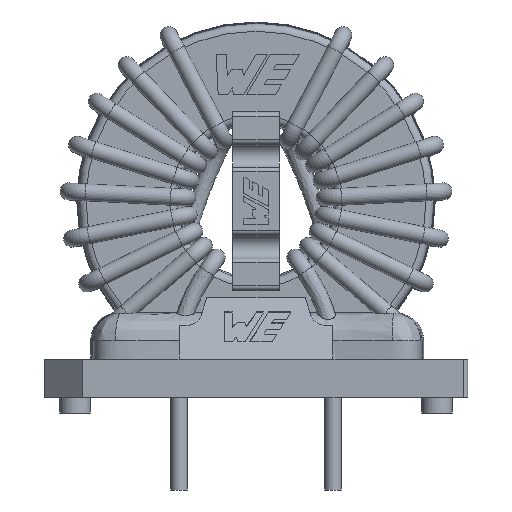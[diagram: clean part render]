
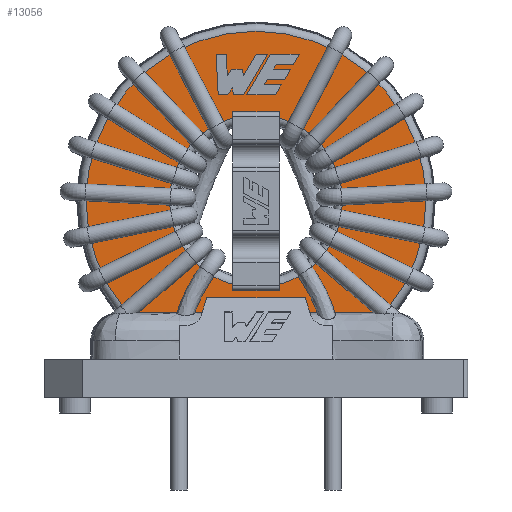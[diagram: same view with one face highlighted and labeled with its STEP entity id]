
A CAD part, front view. The second image highlights one B-rep face of the part: STEP entity #13056.
In plain terms, the highlighted planar face has unit normal (0, -1, 0).
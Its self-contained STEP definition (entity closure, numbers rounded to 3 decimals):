
#535=CIRCLE('',#14942,5.613);
#541=CIRCLE('',#14955,11.037);
#1853=ORIENTED_EDGE('',*,*,#4972,.F.);
#1854=ORIENTED_EDGE('',*,*,#4970,.F.);
#1855=ORIENTED_EDGE('',*,*,#4968,.F.);
#1856=ORIENTED_EDGE('',*,*,#4973,.F.);
#1857=ORIENTED_EDGE('',*,*,#5007,.F.);
#1858=ORIENTED_EDGE('',*,*,#5004,.F.);
#1859=ORIENTED_EDGE('',*,*,#5001,.F.);
#1860=ORIENTED_EDGE('',*,*,#4998,.F.);
#1861=ORIENTED_EDGE('',*,*,#4995,.F.);
#1862=ORIENTED_EDGE('',*,*,#4992,.F.);
#1863=ORIENTED_EDGE('',*,*,#4989,.F.);
#1864=ORIENTED_EDGE('',*,*,#4986,.F.);
#1865=ORIENTED_EDGE('',*,*,#4983,.F.);
#1866=ORIENTED_EDGE('',*,*,#4980,.F.);
#1867=ORIENTED_EDGE('',*,*,#4977,.F.);
#1868=ORIENTED_EDGE('',*,*,#5009,.F.);
#1869=ORIENTED_EDGE('',*,*,#5047,.F.);
#1870=ORIENTED_EDGE('',*,*,#5045,.F.);
#1871=ORIENTED_EDGE('',*,*,#5043,.F.);
#1872=ORIENTED_EDGE('',*,*,#5041,.F.);
#1873=ORIENTED_EDGE('',*,*,#5039,.F.);
#1874=ORIENTED_EDGE('',*,*,#5037,.F.);
#1875=ORIENTED_EDGE('',*,*,#5035,.F.);
#1876=ORIENTED_EDGE('',*,*,#5033,.F.);
#1877=ORIENTED_EDGE('',*,*,#5031,.F.);
#1878=ORIENTED_EDGE('',*,*,#5029,.F.);
#1879=ORIENTED_EDGE('',*,*,#5027,.F.);
#1880=ORIENTED_EDGE('',*,*,#5025,.F.);
#1881=ORIENTED_EDGE('',*,*,#5048,.F.);
#1882=ORIENTED_EDGE('',*,*,#5061,.T.);
#1883=ORIENTED_EDGE('',*,*,#5067,.T.);
#4968=EDGE_CURVE('',#6670,#6669,#8081,.T.);
#4970=EDGE_CURVE('',#6669,#6671,#8083,.T.);
#4972=EDGE_CURVE('',#6671,#6672,#8085,.T.);
#4973=EDGE_CURVE('',#6672,#6670,#8086,.T.);
#4977=EDGE_CURVE('',#6676,#6673,#8090,.T.);
#4980=EDGE_CURVE('',#6673,#6677,#8093,.T.);
#4983=EDGE_CURVE('',#6677,#6679,#8096,.T.);
#4986=EDGE_CURVE('',#6679,#6681,#8099,.T.);
#4989=EDGE_CURVE('',#6681,#6683,#8102,.T.);
#4992=EDGE_CURVE('',#6683,#6685,#8105,.T.);
#4995=EDGE_CURVE('',#6685,#6687,#8108,.T.);
#4998=EDGE_CURVE('',#6687,#6689,#8111,.T.);
#5001=EDGE_CURVE('',#6689,#6691,#8114,.T.);
#5004=EDGE_CURVE('',#6691,#6693,#8117,.T.);
#5007=EDGE_CURVE('',#6693,#6695,#8120,.T.);
#5009=EDGE_CURVE('',#6695,#6676,#8122,.T.);
#5025=EDGE_CURVE('',#6711,#6710,#8138,.T.);
#5027=EDGE_CURVE('',#6710,#6712,#8140,.T.);
#5029=EDGE_CURVE('',#6712,#6713,#8142,.T.);
#5031=EDGE_CURVE('',#6713,#6714,#8144,.T.);
#5033=EDGE_CURVE('',#6714,#6715,#8146,.T.);
#5035=EDGE_CURVE('',#6715,#6716,#8148,.T.);
#5037=EDGE_CURVE('',#6716,#6717,#8150,.T.);
#5039=EDGE_CURVE('',#6717,#6718,#8152,.T.);
#5041=EDGE_CURVE('',#6718,#6719,#8154,.T.);
#5043=EDGE_CURVE('',#6719,#6720,#8156,.T.);
#5045=EDGE_CURVE('',#6720,#6721,#8158,.T.);
#5047=EDGE_CURVE('',#6721,#6722,#8160,.T.);
#5048=EDGE_CURVE('',#6722,#6711,#8161,.T.);
#5061=EDGE_CURVE('',#6735,#6735,#535,.T.);
#5067=EDGE_CURVE('',#6741,#6741,#541,.T.);
#6669=VERTEX_POINT('',#20291);
#6670=VERTEX_POINT('',#20293);
#6671=VERTEX_POINT('',#20297);
#6672=VERTEX_POINT('',#20301);
#6673=VERTEX_POINT('',#20307);
#6676=VERTEX_POINT('',#20312);
#6677=VERTEX_POINT('',#20316);
#6679=VERTEX_POINT('',#20322);
#6681=VERTEX_POINT('',#20328);
#6683=VERTEX_POINT('',#20334);
#6685=VERTEX_POINT('',#20340);
#6687=VERTEX_POINT('',#20346);
#6689=VERTEX_POINT('',#20352);
#6691=VERTEX_POINT('',#20358);
#6693=VERTEX_POINT('',#20364);
#6695=VERTEX_POINT('',#20370);
#6710=VERTEX_POINT('',#20407);
#6711=VERTEX_POINT('',#20409);
#6712=VERTEX_POINT('',#20413);
#6713=VERTEX_POINT('',#20417);
#6714=VERTEX_POINT('',#20421);
#6715=VERTEX_POINT('',#20425);
#6716=VERTEX_POINT('',#20429);
#6717=VERTEX_POINT('',#20433);
#6718=VERTEX_POINT('',#20437);
#6719=VERTEX_POINT('',#20441);
#6720=VERTEX_POINT('',#20445);
#6721=VERTEX_POINT('',#20449);
#6722=VERTEX_POINT('',#20453);
#6735=VERTEX_POINT('',#20493);
#6741=VERTEX_POINT('',#20512);
#8081=LINE('',#20294,#9318);
#8083=LINE('',#20298,#9320);
#8085=LINE('',#20302,#9322);
#8086=LINE('',#20304,#9323);
#8090=LINE('',#20313,#9327);
#8093=LINE('',#20319,#9330);
#8096=LINE('',#20325,#9333);
#8099=LINE('',#20331,#9336);
#8102=LINE('',#20337,#9339);
#8105=LINE('',#20343,#9342);
#8108=LINE('',#20349,#9345);
#8111=LINE('',#20355,#9348);
#8114=LINE('',#20361,#9351);
#8117=LINE('',#20367,#9354);
#8120=LINE('',#20373,#9357);
#8122=LINE('',#20376,#9359);
#8138=LINE('',#20410,#9375);
#8140=LINE('',#20414,#9377);
#8142=LINE('',#20418,#9379);
#8144=LINE('',#20422,#9381);
#8146=LINE('',#20426,#9383);
#8148=LINE('',#20430,#9385);
#8150=LINE('',#20434,#9387);
#8152=LINE('',#20438,#9389);
#8154=LINE('',#20442,#9391);
#8156=LINE('',#20446,#9393);
#8158=LINE('',#20450,#9395);
#8160=LINE('',#20454,#9397);
#8161=LINE('',#20456,#9398);
#9318=VECTOR('',#16559,1000.);
#9320=VECTOR('',#16563,1000.);
#9322=VECTOR('',#16567,1000.);
#9323=VECTOR('',#16570,1000.);
#9327=VECTOR('',#16576,1000.);
#9330=VECTOR('',#16581,1000.);
#9333=VECTOR('',#16586,1000.);
#9336=VECTOR('',#16591,1000.);
#9339=VECTOR('',#16596,1000.);
#9342=VECTOR('',#16601,1000.);
#9345=VECTOR('',#16606,1000.);
#9348=VECTOR('',#16611,1000.);
#9351=VECTOR('',#16616,1000.);
#9354=VECTOR('',#16621,1000.);
#9357=VECTOR('',#16626,1000.);
#9359=VECTOR('',#16630,1000.);
#9375=VECTOR('',#16652,1000.);
#9377=VECTOR('',#16656,1000.);
#9379=VECTOR('',#16660,1000.);
#9381=VECTOR('',#16664,1000.);
#9383=VECTOR('',#16668,1000.);
#9385=VECTOR('',#16672,1000.);
#9387=VECTOR('',#16676,1000.);
#9389=VECTOR('',#16680,1000.);
#9391=VECTOR('',#16684,1000.);
#9393=VECTOR('',#16688,1000.);
#9395=VECTOR('',#16692,1000.);
#9397=VECTOR('',#16696,1000.);
#9398=VECTOR('',#16699,1000.);
#10395=EDGE_LOOP('',(#1853,#1854,#1855,#1856));
#10396=EDGE_LOOP('',(#1857,#1858,#1859,#1860,#1861,#1862,#1863,#1864,#1865,
#1866,#1867,#1868));
#10397=EDGE_LOOP('',(#1869,#1870,#1871,#1872,#1873,#1874,#1875,#1876,#1877,
#1878,#1879,#1880,#1881));
#10398=EDGE_LOOP('',(#1882));
#10399=EDGE_LOOP('',(#1883));
#11490=FACE_BOUND('',#10395,.T.);
#11491=FACE_BOUND('',#10396,.T.);
#11492=FACE_BOUND('',#10397,.T.);
#11493=FACE_BOUND('',#10398,.T.);
#11494=FACE_BOUND('',#10399,.T.);
#12549=PLANE('',#14956);
#13056=ADVANCED_FACE('',(#11490,#11491,#11492,#11493,#11494),#12549,.F.);
#14942=AXIS2_PLACEMENT_3D('',#20492,#16746,#16747);
#14955=AXIS2_PLACEMENT_3D('',#20511,#16772,#16773);
#14956=AXIS2_PLACEMENT_3D('',#20513,#16774,#16775);
#16559=DIRECTION('',(-1.,0.,0.));
#16563=DIRECTION('',(0.,0.,-1.));
#16567=DIRECTION('',(1.,0.,0.));
#16570=DIRECTION('',(0.,0.,1.));
#16576=DIRECTION('',(-1.,0.,0.));
#16581=DIRECTION('',(0.507,0.,0.862));
#16586=DIRECTION('',(1.,0.,0.));
#16591=DIRECTION('',(0.505,0.,0.863));
#16596=DIRECTION('',(-1.,0.,0.));
#16601=DIRECTION('',(0.52,0.,0.854));
#16606=DIRECTION('',(1.,0.,0.));
#16611=DIRECTION('',(0.507,0.,0.862));
#16616=DIRECTION('',(-1.,0.,0.));
#16621=DIRECTION('',(-0.504,0.,-0.864));
#16626=DIRECTION('',(1.,0.,0.));
#16630=DIRECTION('',(0.509,0.,0.861));
#16652=DIRECTION('',(-1.,0.,0.));
#16656=DIRECTION('',(-0.512,0.,-0.859));
#16660=DIRECTION('',(-0.171,0.,0.985));
#16664=DIRECTION('',(-1.,0.,0.));
#16668=DIRECTION('',(-0.583,0.,-0.812));
#16672=DIRECTION('',(-0.047,0.,0.999));
#16676=DIRECTION('',(-1.,0.,0.));
#16680=DIRECTION('',(0.052,0.,-0.999));
#16684=DIRECTION('',(1.,0.,0.));
#16688=DIRECTION('',(0.551,0.,0.834));
#16692=DIRECTION('',(0.141,0.,-0.99));
#16696=DIRECTION('',(1.,0.,0.));
#16699=DIRECTION('',(0.506,0.,0.863));
#16746=DIRECTION('',(0.,1.,0.));
#16747=DIRECTION('',(1.,0.,0.));
#16772=DIRECTION('',(0.,-1.,0.));
#16773=DIRECTION('',(-1.,0.,0.));
#16774=DIRECTION('',(0.,1.,0.));
#16775=DIRECTION('',(1.,0.,0.));
#20291=CARTESIAN_POINT('',(-2.,-4.2,-7.325));
#20293=CARTESIAN_POINT('',(2.,-4.2,-7.325));
#20294=CARTESIAN_POINT('',(2.,-4.2,-7.325));
#20297=CARTESIAN_POINT('',(-2.,-4.2,-9.325));
#20298=CARTESIAN_POINT('',(-2.,-4.2,-7.325));
#20301=CARTESIAN_POINT('',(2.,-4.2,-9.325));
#20302=CARTESIAN_POINT('',(-2.,-4.2,-9.325));
#20304=CARTESIAN_POINT('',(2.,-4.2,-9.325));
#20307=CARTESIAN_POINT('',(0.527,-4.2,7.557));
#20312=CARTESIAN_POINT('',(1.64,-4.2,7.557));
#20313=CARTESIAN_POINT('',(1.64,-4.2,7.557));
#20316=CARTESIAN_POINT('',(0.748,-4.2,7.931));
#20319=CARTESIAN_POINT('',(0.527,-4.2,7.557));
#20322=CARTESIAN_POINT('',(1.86,-4.2,7.931));
#20325=CARTESIAN_POINT('',(0.748,-4.2,7.931));
#20328=CARTESIAN_POINT('',(2.242,-4.2,8.584));
#20331=CARTESIAN_POINT('',(1.86,-4.2,7.931));
#20334=CARTESIAN_POINT('',(1.135,-4.2,8.584));
#20337=CARTESIAN_POINT('',(2.242,-4.2,8.584));
#20340=CARTESIAN_POINT('',(1.321,-4.2,8.89));
#20343=CARTESIAN_POINT('',(1.135,-4.2,8.584));
#20346=CARTESIAN_POINT('',(2.425,-4.2,8.89));
#20349=CARTESIAN_POINT('',(1.321,-4.2,8.89));
#20352=CARTESIAN_POINT('',(2.81,-4.2,9.544));
#20355=CARTESIAN_POINT('',(2.425,-4.2,8.89));
#20358=CARTESIAN_POINT('',(0.932,-4.2,9.544));
#20361=CARTESIAN_POINT('',(2.81,-4.2,9.544));
#20364=CARTESIAN_POINT('',(-0.6,-4.2,6.916));
#20367=CARTESIAN_POINT('',(0.932,-4.2,9.544));
#20370=CARTESIAN_POINT('',(1.261,-4.2,6.916));
#20373=CARTESIAN_POINT('',(-0.6,-4.2,6.916));
#20376=CARTESIAN_POINT('',(1.261,-4.2,6.916));
#20407=CARTESIAN_POINT('',(0.005,-4.2,9.544));
#20409=CARTESIAN_POINT('',(0.747,-4.2,9.544));
#20410=CARTESIAN_POINT('',(0.747,-4.2,9.544));
#20413=CARTESIAN_POINT('',(-0.817,-4.2,8.165));
#20414=CARTESIAN_POINT('',(0.005,-4.2,9.544));
#20417=CARTESIAN_POINT('',(-0.89,-4.2,8.584));
#20418=CARTESIAN_POINT('',(-0.817,-4.2,8.165));
#20421=CARTESIAN_POINT('',(-1.575,-4.2,8.584));
#20422=CARTESIAN_POINT('',(-0.89,-4.2,8.584));
#20425=CARTESIAN_POINT('',(-1.865,-4.2,8.18));
#20426=CARTESIAN_POINT('',(-1.575,-4.2,8.584));
#20429=CARTESIAN_POINT('',(-1.93,-4.2,9.544));
#20430=CARTESIAN_POINT('',(-1.865,-4.2,8.18));
#20433=CARTESIAN_POINT('',(-2.591,-4.2,9.544));
#20434=CARTESIAN_POINT('',(-1.93,-4.2,9.544));
#20437=CARTESIAN_POINT('',(-2.454,-4.2,6.916));
#20438=CARTESIAN_POINT('',(-2.591,-4.2,9.544));
#20441=CARTESIAN_POINT('',(-1.833,-4.2,6.916));
#20442=CARTESIAN_POINT('',(-2.454,-4.2,6.916));
#20445=CARTESIAN_POINT('',(-1.535,-4.2,7.367));
#20446=CARTESIAN_POINT('',(-1.833,-4.2,6.916));
#20449=CARTESIAN_POINT('',(-1.47,-4.2,6.916));
#20450=CARTESIAN_POINT('',(-1.535,-4.2,7.367));
#20453=CARTESIAN_POINT('',(-0.793,-4.2,6.916));
#20454=CARTESIAN_POINT('',(-1.47,-4.2,6.916));
#20456=CARTESIAN_POINT('',(-0.793,-4.2,6.916));
#20492=CARTESIAN_POINT('',(0.,-4.2,0.));
#20493=CARTESIAN_POINT('',(5.613,-4.2,0.));
#20511=CARTESIAN_POINT('',(0.,-4.2,0.));
#20512=CARTESIAN_POINT('',(-11.037,-4.2,0.));
#20513=CARTESIAN_POINT('',(0.,-4.2,0.));
